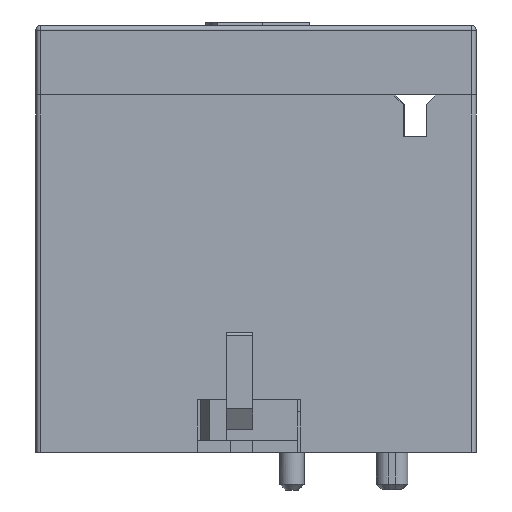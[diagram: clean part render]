
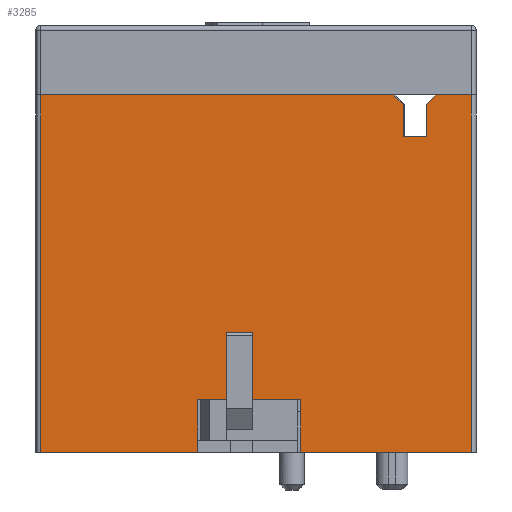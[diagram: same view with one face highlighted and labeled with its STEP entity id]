
A CAD part, front view. The second image highlights one B-rep face of the part: STEP entity #3285.
In plain terms, the highlighted face is planar.
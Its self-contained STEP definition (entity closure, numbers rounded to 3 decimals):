
#1605=DIRECTION('',(-1.,0.,0.));
#1606=VECTOR('',#1605,4.55);
#1607=CARTESIAN_POINT('',(4.55,13.5,3.85));
#1608=LINE('',#1607,#1606);
#1733=DIRECTION('',(0.,0.,1.));
#1734=VECTOR('',#1733,8.9);
#1735=CARTESIAN_POINT('',(4.55,13.5,-5.05));
#1736=LINE('',#1735,#1734);
#1823=DIRECTION('',(-1.,0.,0.));
#1824=VECTOR('',#1823,4.55);
#1825=CARTESIAN_POINT('',(4.55,13.5,-5.05));
#1826=LINE('',#1825,#1824);
#1827=DIRECTION('',(0.,0.,-1.));
#1828=VECTOR('',#1827,13.55);
#1829=CARTESIAN_POINT('',(0.,13.5,-5.05));
#1830=LINE('',#1829,#1828);
#1831=DIRECTION('',(-0.707,0.,0.707));
#1832=VECTOR('',#1831,1.131);
#1833=CARTESIAN_POINT('',(30.85,13.5,11.9));
#1834=LINE('',#1833,#1832);
#1835=DIRECTION('',(0.707,0.,0.707));
#1836=VECTOR('',#1835,1.131);
#1837=CARTESIAN_POINT('',(30.05,13.5,14.7));
#1838=LINE('',#1837,#1836);
#1839=DIRECTION('',(0.,0.,-1.));
#1840=VECTOR('',#1839,14.75);
#1841=CARTESIAN_POINT('',(0.,13.5,18.6));
#1842=LINE('',#1841,#1840);
#1847=DIRECTION('',(-1.,0.,0.));
#1848=VECTOR('',#1847,30.85);
#1849=CARTESIAN_POINT('',(30.85,13.5,-18.6));
#1850=LINE('',#1849,#1848);
#1867=DIRECTION('',(0.,0.,-1.));
#1868=VECTOR('',#1867,30.5);
#1869=CARTESIAN_POINT('',(30.85,13.5,11.9));
#1870=LINE('',#1869,#1868);
#2063=DIRECTION('',(0.,0.,-1.));
#2064=VECTOR('',#2063,3.1);
#2065=CARTESIAN_POINT('',(30.85,13.5,18.6));
#2066=LINE('',#2065,#2064);
#2079=DIRECTION('',(1.,0.,0.));
#2080=VECTOR('',#2079,30.85);
#2081=CARTESIAN_POINT('',(0.,13.5,18.6));
#2082=LINE('',#2081,#2080);
#2091=DIRECTION('',(-1.,0.,0.));
#2092=VECTOR('',#2091,2.8);
#2093=CARTESIAN_POINT('',(30.05,13.5,14.7));
#2094=LINE('',#2093,#2092);
#2099=DIRECTION('',(0.,0.,-1.));
#2100=VECTOR('',#2099,2.);
#2101=CARTESIAN_POINT('',(27.25,13.5,14.7));
#2102=LINE('',#2101,#2100);
#2107=DIRECTION('',(1.,0.,0.));
#2108=VECTOR('',#2107,2.8);
#2109=CARTESIAN_POINT('',(27.25,13.5,12.7));
#2110=LINE('',#2109,#2108);
#2567=CARTESIAN_POINT('',(0.,13.5,3.85));
#2569=VERTEX_POINT('',#2567);
#2571=CARTESIAN_POINT('',(0.,13.5,18.6));
#2572=VERTEX_POINT('',#2571);
#2623=CARTESIAN_POINT('',(0.,13.5,-18.6));
#2624=VERTEX_POINT('',#2623);
#2625=CARTESIAN_POINT('',(0.,13.5,-5.05));
#2626=VERTEX_POINT('',#2625);
#2633=CARTESIAN_POINT('',(4.55,13.5,3.85));
#2634=VERTEX_POINT('',#2633);
#2717=CARTESIAN_POINT('',(4.55,13.5,-5.05));
#2718=VERTEX_POINT('',#2717);
#2747=CARTESIAN_POINT('',(30.85,13.5,-18.6));
#2748=VERTEX_POINT('',#2747);
#2749=CARTESIAN_POINT('',(30.85,13.5,11.9));
#2750=VERTEX_POINT('',#2749);
#2751=CARTESIAN_POINT('',(30.05,13.5,12.7));
#2752=VERTEX_POINT('',#2751);
#2753=CARTESIAN_POINT('',(27.25,13.5,12.7));
#2754=VERTEX_POINT('',#2753);
#2755=CARTESIAN_POINT('',(27.25,13.5,14.7));
#2756=VERTEX_POINT('',#2755);
#2757=CARTESIAN_POINT('',(30.05,13.5,14.7));
#2758=VERTEX_POINT('',#2757);
#2759=CARTESIAN_POINT('',(30.85,13.5,15.5));
#2760=VERTEX_POINT('',#2759);
#2761=CARTESIAN_POINT('',(30.85,13.5,18.6));
#2762=VERTEX_POINT('',#2761);
#3255=CARTESIAN_POINT('',(0.,13.5,-19.));
#3256=DIRECTION('',(0.,1.,0.));
#3257=DIRECTION('',(0.,0.,1.));
#3258=AXIS2_PLACEMENT_3D('',#3255,#3256,#3257);
#3259=PLANE('',#3258);
#3260=ORIENTED_EDGE('',*,*,#3127,.F.);
#3261=ORIENTED_EDGE('',*,*,#3248,.T.);
#3262=ORIENTED_EDGE('',*,*,#3222,.T.);
#3264=ORIENTED_EDGE('',*,*,#3263,.F.);
#3266=ORIENTED_EDGE('',*,*,#3265,.F.);
#3268=ORIENTED_EDGE('',*,*,#3267,.T.);
#3270=ORIENTED_EDGE('',*,*,#3269,.F.);
#3272=ORIENTED_EDGE('',*,*,#3271,.F.);
#3274=ORIENTED_EDGE('',*,*,#3273,.F.);
#3276=ORIENTED_EDGE('',*,*,#3275,.T.);
#3278=ORIENTED_EDGE('',*,*,#3277,.F.);
#3280=ORIENTED_EDGE('',*,*,#3279,.F.);
#3281=ORIENTED_EDGE('',*,*,#2895,.T.);
#3282=ORIENTED_EDGE('',*,*,#2944,.F.);
#3283=EDGE_LOOP('',(#3260,#3261,#3262,#3264,#3266,#3268,#3270,#3272,#3274,#3276,
#3278,#3280,#3281,#3282));
#3284=FACE_OUTER_BOUND('',#3283,.F.);
#2895=EDGE_CURVE('',#2572,#2569,#1842,.T.);
#2944=EDGE_CURVE('',#2634,#2569,#1608,.T.);
#3127=EDGE_CURVE('',#2718,#2634,#1736,.T.);
#3222=EDGE_CURVE('',#2626,#2624,#1830,.T.);
#3248=EDGE_CURVE('',#2718,#2626,#1826,.T.);
#3263=EDGE_CURVE('',#2748,#2624,#1850,.T.);
#3265=EDGE_CURVE('',#2750,#2748,#1870,.T.);
#3267=EDGE_CURVE('',#2750,#2752,#1834,.T.);
#3269=EDGE_CURVE('',#2754,#2752,#2110,.T.);
#3271=EDGE_CURVE('',#2756,#2754,#2102,.T.);
#3273=EDGE_CURVE('',#2758,#2756,#2094,.T.);
#3275=EDGE_CURVE('',#2758,#2760,#1838,.T.);
#3277=EDGE_CURVE('',#2762,#2760,#2066,.T.);
#3279=EDGE_CURVE('',#2572,#2762,#2082,.T.);
#3285=ADVANCED_FACE('',(#3284),#3259,.T.);
